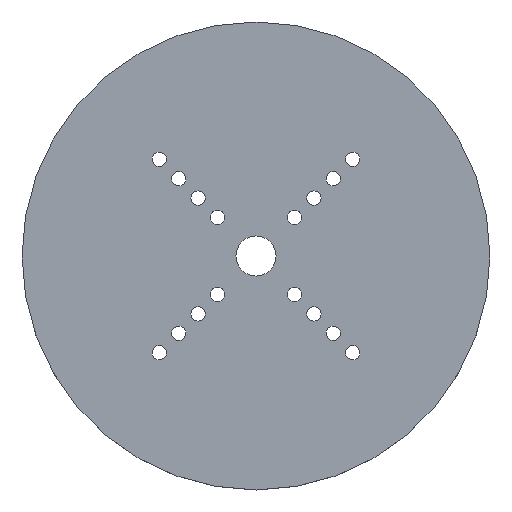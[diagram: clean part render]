
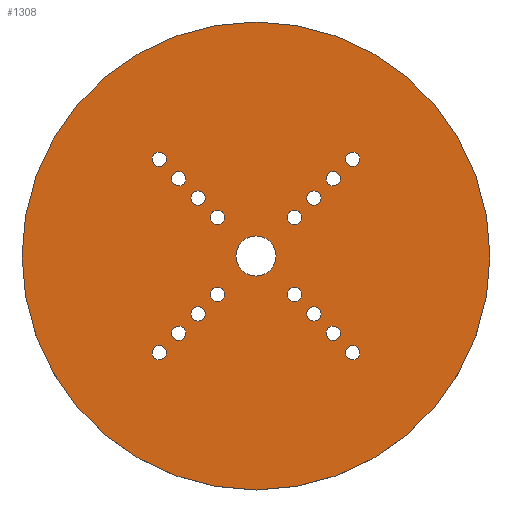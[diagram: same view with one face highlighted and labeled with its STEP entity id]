
A CAD part, top view. The second image highlights one B-rep face of the part: STEP entity #1308.
In plain terms, the highlighted planar face has unit normal (0, 0, 1).
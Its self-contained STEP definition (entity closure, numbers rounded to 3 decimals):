
#307=FACE_BOUND('',#463,.T.);
#308=FACE_BOUND('',#464,.T.);
#309=FACE_BOUND('',#465,.T.);
#310=FACE_BOUND('',#466,.T.);
#311=FACE_BOUND('',#467,.T.);
#312=FACE_BOUND('',#468,.T.);
#313=FACE_BOUND('',#469,.T.);
#314=FACE_BOUND('',#470,.T.);
#315=FACE_BOUND('',#471,.T.);
#316=FACE_BOUND('',#472,.T.);
#317=FACE_BOUND('',#473,.T.);
#318=FACE_BOUND('',#474,.T.);
#319=FACE_BOUND('',#475,.T.);
#320=FACE_BOUND('',#476,.T.);
#321=FACE_BOUND('',#477,.T.);
#322=FACE_BOUND('',#478,.T.);
#323=FACE_BOUND('',#479,.T.);
#375=FACE_OUTER_BOUND('',#462,.T.);
#462=EDGE_LOOP('',(#1109));
#463=EDGE_LOOP('',(#1110));
#464=EDGE_LOOP('',(#1111));
#465=EDGE_LOOP('',(#1112));
#466=EDGE_LOOP('',(#1113));
#467=EDGE_LOOP('',(#1114));
#468=EDGE_LOOP('',(#1115));
#469=EDGE_LOOP('',(#1116));
#470=EDGE_LOOP('',(#1117));
#471=EDGE_LOOP('',(#1118));
#472=EDGE_LOOP('',(#1119));
#473=EDGE_LOOP('',(#1120));
#474=EDGE_LOOP('',(#1121));
#475=EDGE_LOOP('',(#1122));
#476=EDGE_LOOP('',(#1123));
#477=EDGE_LOOP('',(#1124));
#478=EDGE_LOOP('',(#1125));
#479=EDGE_LOOP('',(#1126));
#504=CIRCLE('',#1350,30.);
#530=CIRCLE('',#1386,0.919);
#531=CIRCLE('',#1388,0.919);
#532=CIRCLE('',#1390,0.919);
#533=CIRCLE('',#1392,0.919);
#534=CIRCLE('',#1394,0.919);
#535=CIRCLE('',#1396,0.919);
#536=CIRCLE('',#1398,0.919);
#537=CIRCLE('',#1400,0.919);
#538=CIRCLE('',#1402,0.919);
#539=CIRCLE('',#1404,0.919);
#540=CIRCLE('',#1406,0.919);
#541=CIRCLE('',#1408,0.919);
#542=CIRCLE('',#1410,0.919);
#543=CIRCLE('',#1412,0.919);
#544=CIRCLE('',#1414,0.919);
#545=CIRCLE('',#1416,2.573);
#546=CIRCLE('',#1418,0.919);
#560=VERTEX_POINT('',#1771);
#646=VERTEX_POINT('',#2322);
#647=VERTEX_POINT('',#2326);
#648=VERTEX_POINT('',#2330);
#649=VERTEX_POINT('',#2334);
#650=VERTEX_POINT('',#2338);
#651=VERTEX_POINT('',#2342);
#652=VERTEX_POINT('',#2346);
#653=VERTEX_POINT('',#2350);
#654=VERTEX_POINT('',#2354);
#655=VERTEX_POINT('',#2358);
#656=VERTEX_POINT('',#2362);
#657=VERTEX_POINT('',#2366);
#658=VERTEX_POINT('',#2370);
#659=VERTEX_POINT('',#2374);
#660=VERTEX_POINT('',#2378);
#661=VERTEX_POINT('',#2382);
#662=VERTEX_POINT('',#2386);
#685=EDGE_CURVE('',#560,#560,#504,.T.);
#798=EDGE_CURVE('',#646,#646,#530,.T.);
#800=EDGE_CURVE('',#647,#647,#531,.T.);
#802=EDGE_CURVE('',#648,#648,#532,.T.);
#804=EDGE_CURVE('',#649,#649,#533,.T.);
#806=EDGE_CURVE('',#650,#650,#534,.T.);
#808=EDGE_CURVE('',#651,#651,#535,.T.);
#810=EDGE_CURVE('',#652,#652,#536,.T.);
#812=EDGE_CURVE('',#653,#653,#537,.T.);
#814=EDGE_CURVE('',#654,#654,#538,.T.);
#816=EDGE_CURVE('',#655,#655,#539,.T.);
#818=EDGE_CURVE('',#656,#656,#540,.T.);
#820=EDGE_CURVE('',#657,#657,#541,.T.);
#822=EDGE_CURVE('',#658,#658,#542,.T.);
#824=EDGE_CURVE('',#659,#659,#543,.T.);
#826=EDGE_CURVE('',#660,#660,#544,.T.);
#828=EDGE_CURVE('',#661,#661,#545,.T.);
#830=EDGE_CURVE('',#662,#662,#546,.T.);
#1109=ORIENTED_EDGE('',*,*,#685,.T.);
#1110=ORIENTED_EDGE('',*,*,#830,.T.);
#1111=ORIENTED_EDGE('',*,*,#828,.T.);
#1112=ORIENTED_EDGE('',*,*,#826,.T.);
#1113=ORIENTED_EDGE('',*,*,#824,.T.);
#1114=ORIENTED_EDGE('',*,*,#822,.T.);
#1115=ORIENTED_EDGE('',*,*,#820,.T.);
#1116=ORIENTED_EDGE('',*,*,#818,.T.);
#1117=ORIENTED_EDGE('',*,*,#816,.T.);
#1118=ORIENTED_EDGE('',*,*,#814,.T.);
#1119=ORIENTED_EDGE('',*,*,#812,.T.);
#1120=ORIENTED_EDGE('',*,*,#810,.T.);
#1121=ORIENTED_EDGE('',*,*,#808,.T.);
#1122=ORIENTED_EDGE('',*,*,#806,.T.);
#1123=ORIENTED_EDGE('',*,*,#804,.T.);
#1124=ORIENTED_EDGE('',*,*,#802,.T.);
#1125=ORIENTED_EDGE('',*,*,#800,.T.);
#1126=ORIENTED_EDGE('',*,*,#798,.T.);
#1249=PLANE('',#1419);
#1308=ADVANCED_FACE('',(#375,#307,#308,#309,#310,#311,#312,#313,#314,#315,
#316,#317,#318,#319,#320,#321,#322,#323),#1249,.T.);
#1350=AXIS2_PLACEMENT_3D('',#1772,#1469,#1470);
#1386=AXIS2_PLACEMENT_3D('',#2323,#1590,#1591);
#1388=AXIS2_PLACEMENT_3D('',#2327,#1595,#1596);
#1390=AXIS2_PLACEMENT_3D('',#2331,#1600,#1601);
#1392=AXIS2_PLACEMENT_3D('',#2335,#1605,#1606);
#1394=AXIS2_PLACEMENT_3D('',#2339,#1610,#1611);
#1396=AXIS2_PLACEMENT_3D('',#2343,#1615,#1616);
#1398=AXIS2_PLACEMENT_3D('',#2347,#1620,#1621);
#1400=AXIS2_PLACEMENT_3D('',#2351,#1625,#1626);
#1402=AXIS2_PLACEMENT_3D('',#2355,#1630,#1631);
#1404=AXIS2_PLACEMENT_3D('',#2359,#1635,#1636);
#1406=AXIS2_PLACEMENT_3D('',#2363,#1640,#1641);
#1408=AXIS2_PLACEMENT_3D('',#2367,#1645,#1646);
#1410=AXIS2_PLACEMENT_3D('',#2371,#1650,#1651);
#1412=AXIS2_PLACEMENT_3D('',#2375,#1655,#1656);
#1414=AXIS2_PLACEMENT_3D('',#2379,#1660,#1661);
#1416=AXIS2_PLACEMENT_3D('',#2383,#1665,#1666);
#1418=AXIS2_PLACEMENT_3D('',#2387,#1670,#1671);
#1419=AXIS2_PLACEMENT_3D('',#2389,#1673,#1674);
#1469=DIRECTION('center_axis',(0.,0.,1.));
#1470=DIRECTION('ref_axis',(-1.,0.,0.));
#1590=DIRECTION('center_axis',(0.,0.,-1.));
#1591=DIRECTION('ref_axis',(-1.,0.,0.));
#1595=DIRECTION('center_axis',(0.,0.,-1.));
#1596=DIRECTION('ref_axis',(-1.,0.,0.));
#1600=DIRECTION('center_axis',(0.,0.,-1.));
#1601=DIRECTION('ref_axis',(-1.,0.,0.));
#1605=DIRECTION('center_axis',(0.,0.,-1.));
#1606=DIRECTION('ref_axis',(-1.,0.,0.));
#1610=DIRECTION('center_axis',(0.,0.,-1.));
#1611=DIRECTION('ref_axis',(-1.,0.,0.));
#1615=DIRECTION('center_axis',(0.,0.,-1.));
#1616=DIRECTION('ref_axis',(-1.,0.,0.));
#1620=DIRECTION('center_axis',(0.,0.,-1.));
#1621=DIRECTION('ref_axis',(-1.,0.,0.));
#1625=DIRECTION('center_axis',(0.,0.,-1.));
#1626=DIRECTION('ref_axis',(-1.,0.,0.));
#1630=DIRECTION('center_axis',(0.,0.,-1.));
#1631=DIRECTION('ref_axis',(-1.,0.,0.));
#1635=DIRECTION('center_axis',(0.,0.,-1.));
#1636=DIRECTION('ref_axis',(-1.,0.,0.));
#1640=DIRECTION('center_axis',(0.,0.,-1.));
#1641=DIRECTION('ref_axis',(-1.,0.,0.));
#1645=DIRECTION('center_axis',(0.,0.,-1.));
#1646=DIRECTION('ref_axis',(-1.,0.,0.));
#1650=DIRECTION('center_axis',(0.,0.,-1.));
#1651=DIRECTION('ref_axis',(-1.,0.,0.));
#1655=DIRECTION('center_axis',(0.,0.,-1.));
#1656=DIRECTION('ref_axis',(-1.,0.,0.));
#1660=DIRECTION('center_axis',(0.,0.,-1.));
#1661=DIRECTION('ref_axis',(-1.,0.,0.));
#1665=DIRECTION('center_axis',(0.,0.,-1.));
#1666=DIRECTION('ref_axis',(-1.,0.,0.));
#1670=DIRECTION('center_axis',(0.,0.,-1.));
#1671=DIRECTION('ref_axis',(-1.,0.,0.));
#1673=DIRECTION('center_axis',(0.,0.,1.));
#1674=DIRECTION('ref_axis',(-1.,0.,0.));
#1771=CARTESIAN_POINT('',(-30.,0.,4.878));
#1772=CARTESIAN_POINT('Origin',(0.,0.,
4.878));
#2322=CARTESIAN_POINT('',(-11.48,-12.399,4.878));
#2323=CARTESIAN_POINT('Origin',(-12.399,-12.399,4.878));
#2326=CARTESIAN_POINT('',(-8.993,-9.912,4.878));
#2327=CARTESIAN_POINT('Origin',(-9.912,-9.912,4.878));
#2330=CARTESIAN_POINT('',(-6.506,-7.425,4.878));
#2331=CARTESIAN_POINT('Origin',(-7.425,-7.425,4.878));
#2334=CARTESIAN_POINT('',(-4.019,-4.937,4.878));
#2335=CARTESIAN_POINT('Origin',(-4.937,-4.937,4.878));
#2338=CARTESIAN_POINT('',(13.318,12.399,4.878));
#2339=CARTESIAN_POINT('Origin',(12.399,12.399,4.878));
#2342=CARTESIAN_POINT('',(10.831,9.912,4.878));
#2343=CARTESIAN_POINT('Origin',(9.912,9.912,4.878));
#2346=CARTESIAN_POINT('',(8.343,7.425,4.878));
#2347=CARTESIAN_POINT('Origin',(7.425,7.425,4.878));
#2350=CARTESIAN_POINT('',(5.856,4.937,4.878));
#2351=CARTESIAN_POINT('Origin',(4.937,4.937,4.878));
#2354=CARTESIAN_POINT('',(5.856,-4.937,4.878));
#2355=CARTESIAN_POINT('Origin',(4.937,-4.937,4.878));
#2358=CARTESIAN_POINT('',(-4.019,4.937,4.878));
#2359=CARTESIAN_POINT('Origin',(-4.937,4.937,4.878));
#2362=CARTESIAN_POINT('',(-11.48,12.399,4.878));
#2363=CARTESIAN_POINT('Origin',(-12.399,12.399,4.878));
#2366=CARTESIAN_POINT('',(-8.993,9.912,4.878));
#2367=CARTESIAN_POINT('Origin',(-9.912,9.912,4.878));
#2370=CARTESIAN_POINT('',(-6.506,7.425,4.878));
#2371=CARTESIAN_POINT('Origin',(-7.425,7.425,4.878));
#2374=CARTESIAN_POINT('',(8.343,-7.425,4.878));
#2375=CARTESIAN_POINT('Origin',(7.425,-7.425,4.878));
#2378=CARTESIAN_POINT('',(10.831,-9.912,4.878));
#2379=CARTESIAN_POINT('Origin',(9.912,-9.912,4.878));
#2382=CARTESIAN_POINT('',(2.573,0.,4.878));
#2383=CARTESIAN_POINT('Origin',(0.,0.,
4.878));
#2386=CARTESIAN_POINT('',(13.318,-12.399,4.878));
#2387=CARTESIAN_POINT('Origin',(12.399,-12.399,4.878));
#2389=CARTESIAN_POINT('Origin',(0.,0.,
4.878));
